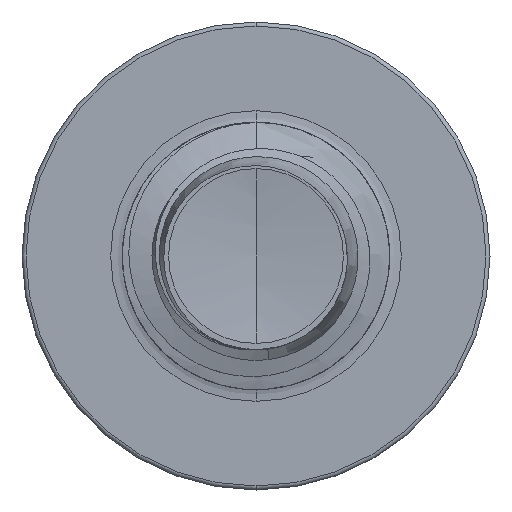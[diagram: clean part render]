
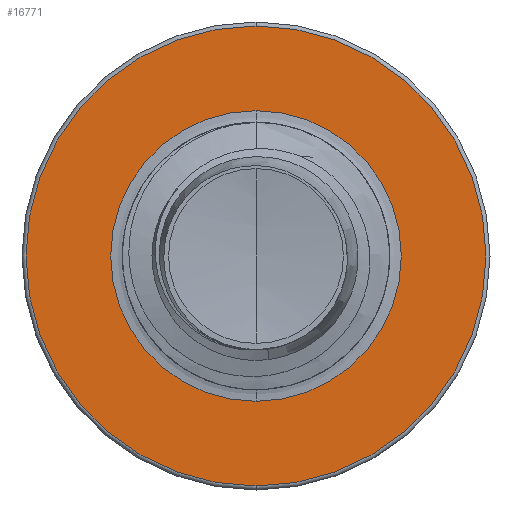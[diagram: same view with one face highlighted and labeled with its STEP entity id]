
A CAD part, front view. The second image highlights one B-rep face of the part: STEP entity #16771.
In plain terms, the highlighted planar face has unit normal (0, -1, 0).
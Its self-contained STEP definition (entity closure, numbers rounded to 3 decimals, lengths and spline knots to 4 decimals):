
#195 = EDGE_LOOP ( 'NONE', ( #30207, #10498 ) ) ;
#754 = CIRCLE ( 'NONE', #2484, 3.44 ) ;
#1379 = CARTESIAN_POINT ( 'NONE',  ( 0., 14., 2.1736 ) ) ;
#2200 = CARTESIAN_POINT ( 'NONE',  ( 0., 14., 0. ) ) ;
#2484 = AXIS2_PLACEMENT_3D ( 'NONE', #3650, #22265, #6265 ) ;
#3650 = CARTESIAN_POINT ( 'NONE',  ( 0., 14., 0. ) ) ;
#3868 = VERTEX_POINT ( 'NONE', #28384 ) ;
#4182 = DIRECTION ( 'NONE',  ( 0., 0., 1. ) ) ;
#4834 = DIRECTION ( 'NONE',  ( 0., 0., 1. ) ) ;
#5567 = CARTESIAN_POINT ( 'NONE',  ( 0., 14., -3.44 ) ) ;
#6265 = DIRECTION ( 'NONE',  ( 0., 0., 1. ) ) ;
#8379 = CARTESIAN_POINT ( 'NONE',  ( 0., 14., 0. ) ) ;
#8426 = EDGE_LOOP ( 'NONE', ( #15987, #30337 ) ) ;
#9437 = EDGE_CURVE ( 'NONE', #3868, #33889, #754, .T. ) ;
#10498 = ORIENTED_EDGE ( 'NONE', *, *, #31340, .T. ) ;
#10732 = AXIS2_PLACEMENT_3D ( 'NONE', #8379, #26988, #11130 ) ;
#11130 = DIRECTION ( 'NONE',  ( 0., 0., 1. ) ) ;
#12577 = DIRECTION ( 'NONE',  ( 0., 1., 0. ) ) ;
#15987 = ORIENTED_EDGE ( 'NONE', *, *, #9437, .F. ) ;
#16421 = CIRCLE ( 'NONE', #19659, 2.1736 ) ;
#16771 = ADVANCED_FACE ( 'NONE', ( #30010, #30935 ), #17432, .F. ) ;
#17432 = PLANE ( 'NONE',  #28255 ) ;
#17499 = CIRCLE ( 'NONE', #10732, 3.44 ) ;
#18614 = VERTEX_POINT ( 'NONE', #29767 ) ;
#19612 = CIRCLE ( 'NONE', #23889, 2.1736 ) ;
#19659 = AXIS2_PLACEMENT_3D ( 'NONE', #2200, #20797, #4834 ) ;
#20135 = DIRECTION ( 'NONE',  ( 0., 1., 0. ) ) ;
#20797 = DIRECTION ( 'NONE',  ( 0., 1., 0. ) ) ;
#22265 = DIRECTION ( 'NONE',  ( 0., 1., 0. ) ) ;
#22916 = VERTEX_POINT ( 'NONE', #1379 ) ;
#23889 = AXIS2_PLACEMENT_3D ( 'NONE', #28437, #12577, #31103 ) ;
#26988 = DIRECTION ( 'NONE',  ( 0., 1., 0. ) ) ;
#28255 = AXIS2_PLACEMENT_3D ( 'NONE', #30630, #20135, #4182 ) ;
#28384 = CARTESIAN_POINT ( 'NONE',  ( 0., 14., 3.44 ) ) ;
#28437 = CARTESIAN_POINT ( 'NONE',  ( 0., 14., 0. ) ) ;
#29251 = EDGE_CURVE ( 'NONE', #22916, #18614, #19612, .T. ) ;
#29767 = CARTESIAN_POINT ( 'NONE',  ( 0., 14., -2.1736 ) ) ;
#30010 = FACE_OUTER_BOUND ( 'NONE', #8426, .T. ) ;
#30207 = ORIENTED_EDGE ( 'NONE', *, *, #29251, .T. ) ;
#30337 = ORIENTED_EDGE ( 'NONE', *, *, #30353, .F. ) ;
#30353 = EDGE_CURVE ( 'NONE', #33889, #3868, #17499, .T. ) ;
#30630 = CARTESIAN_POINT ( 'NONE',  ( 0., 14., -2.1736 ) ) ;
#30935 = FACE_BOUND ( 'NONE', #195, .T. ) ;
#31103 = DIRECTION ( 'NONE',  ( 0., 0., 1. ) ) ;
#31340 = EDGE_CURVE ( 'NONE', #18614, #22916, #16421, .T. ) ;
#33889 = VERTEX_POINT ( 'NONE', #5567 ) ;
